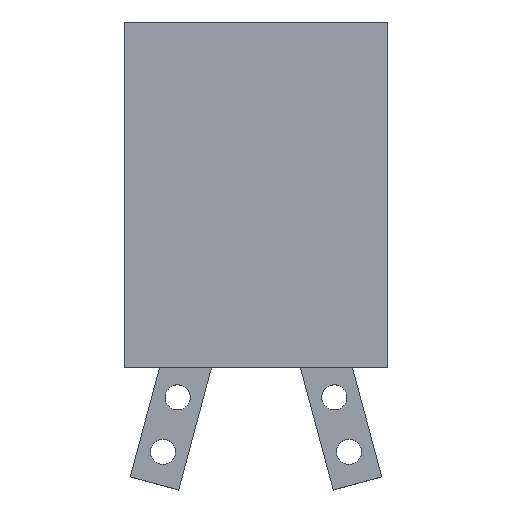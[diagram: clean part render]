
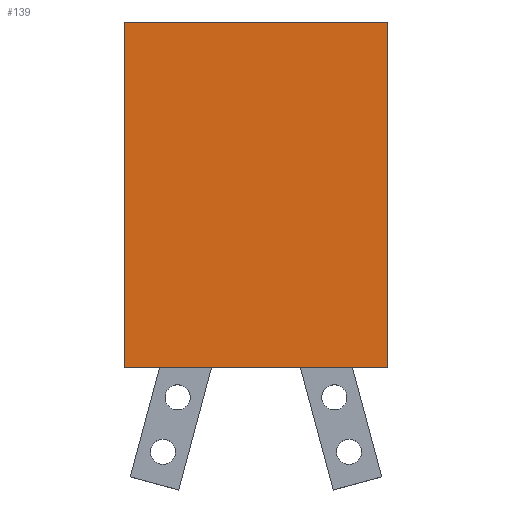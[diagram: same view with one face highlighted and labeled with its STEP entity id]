
A CAD part, top view. The second image highlights one B-rep face of the part: STEP entity #139.
In plain terms, the highlighted planar face has unit normal (0, 0, 1).
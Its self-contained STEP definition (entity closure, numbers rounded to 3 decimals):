
#139=ADVANCED_FACE('',(#203),#173,.T.);
#173=PLANE('',#716);
#203=FACE_OUTER_BOUND('',#229,.T.);
#229=EDGE_LOOP('',(#307,#308,#309,#310));
#307=ORIENTED_EDGE('',*,*,#499,.T.);
#308=ORIENTED_EDGE('',*,*,#488,.T.);
#309=ORIENTED_EDGE('',*,*,#486,.T.);
#310=ORIENTED_EDGE('',*,*,#509,.T.);
#427=VERTEX_POINT('',#910);
#430=VERTEX_POINT('',#915);
#432=VERTEX_POINT('',#921);
#442=VERTEX_POINT('',#943);
#486=EDGE_CURVE('',#427,#430,#566,.T.);
#488=EDGE_CURVE('',#432,#427,#568,.T.);
#499=EDGE_CURVE('',#442,#432,#579,.T.);
#509=EDGE_CURVE('',#430,#442,#589,.T.);
#566=LINE('',#916,#638);
#568=LINE('',#920,#640);
#579=LINE('',#942,#651);
#589=LINE('',#962,#661);
#638=VECTOR('',#755,1.);
#640=VECTOR('',#759,1.);
#651=VECTOR('',#772,1.);
#661=VECTOR('',#788,1.);
#716=AXIS2_PLACEMENT_3D('',#973,#800,#801);
#755=DIRECTION('',(0.,-1.,0.));
#759=DIRECTION('',(-1.,0.,0.));
#772=DIRECTION('',(0.,1.,0.));
#788=DIRECTION('',(1.,0.,0.));
#800=DIRECTION('',(0.,0.,1.));
#801=DIRECTION('',(1.,0.,0.));
#910=CARTESIAN_POINT('',(0.,55.,27.));
#915=CARTESIAN_POINT('',(0.,0.,27.));
#916=CARTESIAN_POINT('',(0.,55.,27.));
#920=CARTESIAN_POINT('',(42.,55.,27.));
#921=CARTESIAN_POINT('',(42.,55.,27.));
#942=CARTESIAN_POINT('',(42.,0.,27.));
#943=CARTESIAN_POINT('',(42.,0.,27.));
#962=CARTESIAN_POINT('',(0.,0.,27.));
#973=CARTESIAN_POINT('',(0.,0.,27.));
